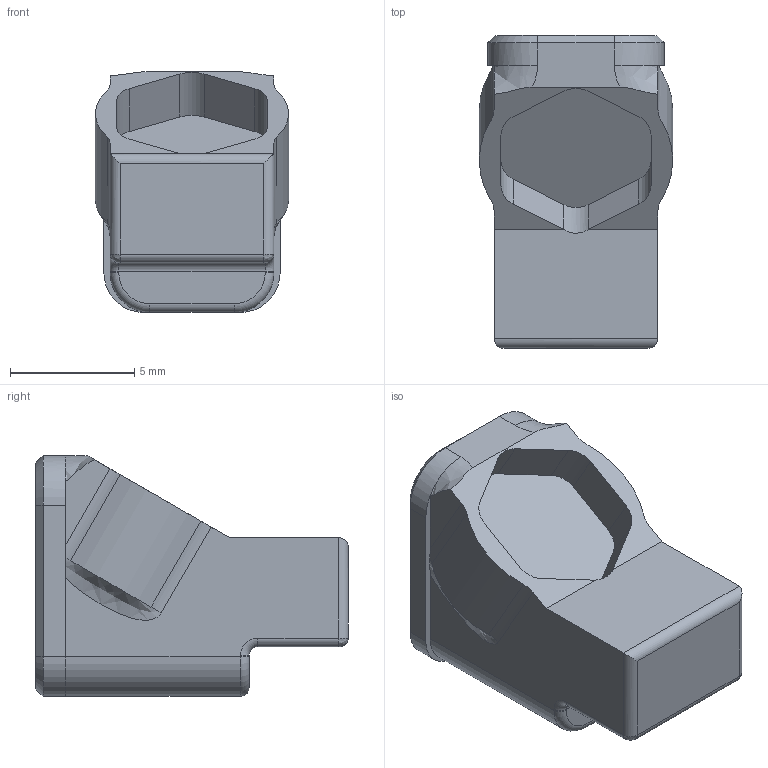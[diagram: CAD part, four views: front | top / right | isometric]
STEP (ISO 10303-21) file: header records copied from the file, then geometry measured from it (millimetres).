
FILE_DESCRIPTION(/* description */ (''),/* implementation_level */ '2;1');
FILE_NAME(/* name */ 'Carriage Center Magnet Holder v5.step',/* time_stamp */ '2023-12-13T22:15:11-08:00',/* author */ (''),/* organization */ (''),/* preprocessor_version */ 'ST-DEVELOPER v20',/* originating_system */ 'Autodesk Translation Framework v12.14.0.127',/* authorisation */ '');
FILE_SCHEMA (('AUTOMOTIVE_DESIGN { 1 0 10303 214 3 1 1 }'));
Length unit declared in the file: millimetre
Products named in the file (1): Carriage Center Magnet Holder
Bounding box: 7.8 x 12.6 x 9.7 mm (x, y, z)
Volume: 460.6 mm3; surface area: 534.2 mm2
Topology: 1 solids, 1 shells, 73 faces, 185 edges, 115 vertices
Faces by surface type: cylinder 29, plane 28, cone 6, bspline 6, torus 4
Full cylindrical faces by diameter (mm): 4.7 x1
Entity records: 2435 total; most frequent: CARTESIAN_POINT 613, DIRECTION 388, ORIENTED_EDGE 370, EDGE_CURVE 185, AXIS2_PLACEMENT_3D 143, VERTEX_POINT 115, LINE 102, VECTOR 102
